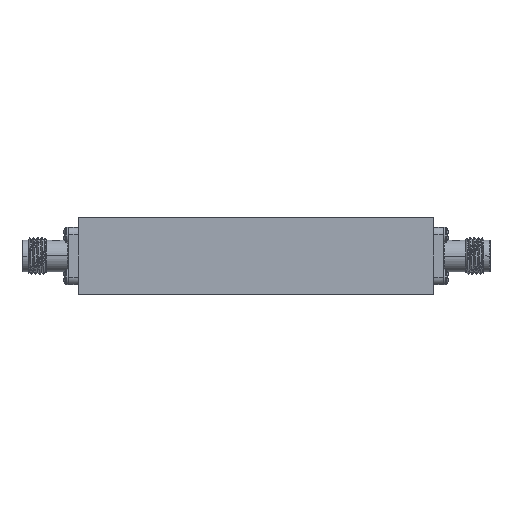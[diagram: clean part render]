
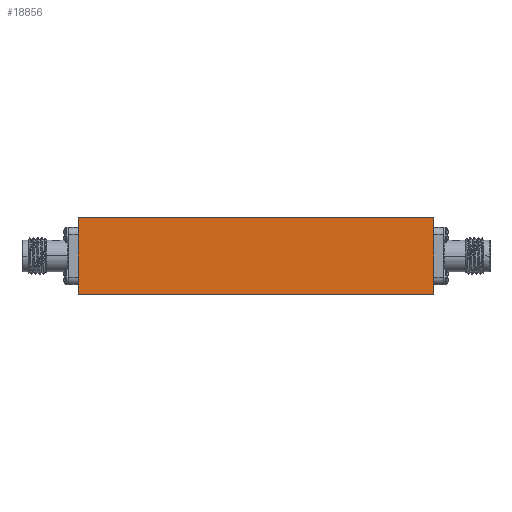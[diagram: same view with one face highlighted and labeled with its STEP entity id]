
A CAD part, left-side view. The second image highlights one B-rep face of the part: STEP entity #18856.
In plain terms, the highlighted planar face has unit normal (-1, 0, 0).
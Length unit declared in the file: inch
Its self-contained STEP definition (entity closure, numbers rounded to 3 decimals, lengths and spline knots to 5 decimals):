
#70 = LINE ( 'NONE', #2935, #16844 ) ;
#222 = DIRECTION ( 'NONE',  ( 1., 0., 0. ) ) ;
#2935 = CARTESIAN_POINT ( 'NONE',  ( -1.33858, 1.1811, 0.25591 ) ) ;
#3463 = VERTEX_POINT ( 'NONE', #26209 ) ;
#4087 = AXIS2_PLACEMENT_3D ( 'NONE', #12501, #222, #29445 ) ;
#5388 = DIRECTION ( 'NONE',  ( 0., 0., -1. ) ) ;
#5470 = PLANE ( 'NONE',  #4087 ) ;
#6037 = ORIENTED_EDGE ( 'NONE', *, *, #18852, .T. ) ;
#6441 = ORIENTED_EDGE ( 'NONE', *, *, #30528, .F. ) ;
#7780 = CARTESIAN_POINT ( 'NONE',  ( -1.33858, -1.1811, 0.25591 ) ) ;
#7789 = DIRECTION ( 'NONE',  ( 0., -1., 0. ) ) ;
#8708 = DIRECTION ( 'NONE',  ( 0., -1., 0. ) ) ;
#9855 = VERTEX_POINT ( 'NONE', #18790 ) ;
#11105 = VECTOR ( 'NONE', #8708, 39.37008 ) ;
#11106 = LINE ( 'NONE', #27710, #11105 ) ;
#11698 = VECTOR ( 'NONE', #7789, 39.37008 ) ;
#12048 = EDGE_CURVE ( 'NONE', #26682, #3463, #11106, .T. ) ;
#12501 = CARTESIAN_POINT ( 'NONE',  ( -1.33858, -1.1811, 0.25591 ) ) ;
#12653 = DIRECTION ( 'NONE',  ( 0., 0., -1. ) ) ;
#14595 = FACE_OUTER_BOUND ( 'NONE', #29028, .T. ) ;
#16136 = EDGE_CURVE ( 'NONE', #31484, #9855, #26980, .T. ) ;
#16844 = VECTOR ( 'NONE', #12653, 39.37008 ) ;
#17394 = ORIENTED_EDGE ( 'NONE', *, *, #12048, .T. ) ;
#18790 = CARTESIAN_POINT ( 'NONE',  ( -1.33858, -1.1811, 0.25591 ) ) ;
#18852 = EDGE_CURVE ( 'NONE', #31484, #26682, #70, .T. ) ;
#18856 = ADVANCED_FACE ( 'NONE', ( #14595 ), #5470, .F. ) ;
#23516 = CARTESIAN_POINT ( 'NONE',  ( -1.33858, 1.1811, 0.25591 ) ) ;
#23831 = CARTESIAN_POINT ( 'NONE',  ( -1.33858, 1.1811, -0.25591 ) ) ;
#24580 = LINE ( 'NONE', #7780, #29365 ) ;
#26209 = CARTESIAN_POINT ( 'NONE',  ( -1.33858, -1.1811, -0.25591 ) ) ;
#26682 = VERTEX_POINT ( 'NONE', #23831 ) ;
#26980 = LINE ( 'NONE', #29681, #11698 ) ;
#27710 = CARTESIAN_POINT ( 'NONE',  ( -1.33858, -1.1811, -0.25591 ) ) ;
#27875 = ORIENTED_EDGE ( 'NONE', *, *, #16136, .F. ) ;
#29028 = EDGE_LOOP ( 'NONE', ( #17394, #6441, #27875, #6037 ) ) ;
#29365 = VECTOR ( 'NONE', #5388, 39.37008 ) ;
#29445 = DIRECTION ( 'NONE',  ( 0., 1., 0. ) ) ;
#29681 = CARTESIAN_POINT ( 'NONE',  ( -1.33858, -1.1811, 0.25591 ) ) ;
#30528 = EDGE_CURVE ( 'NONE', #9855, #3463, #24580, .T. ) ;
#31484 = VERTEX_POINT ( 'NONE', #23516 ) ;
